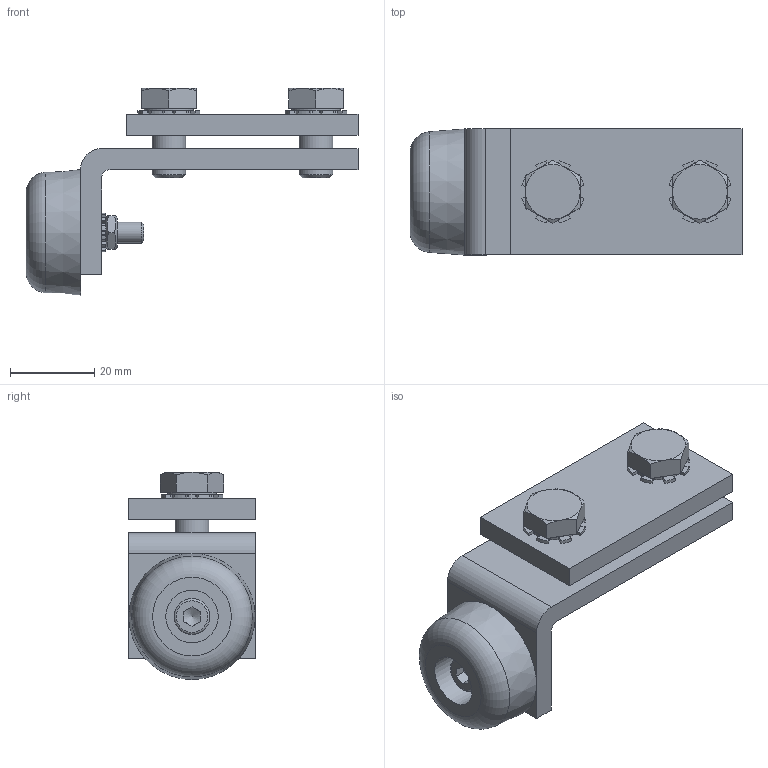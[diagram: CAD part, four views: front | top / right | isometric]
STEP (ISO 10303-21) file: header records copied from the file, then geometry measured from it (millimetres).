
FILE_DESCRIPTION(/* description */ ('Butée Longue 9040 XA2'),/* implementation_level */ '2;1');
FILE_NAME(/* name */ '9149XA2.stp',/* time_stamp */ '2019-08-23T08:26:53+02:00',/* author */ ('Marc'),/* organization */ (''),/* preprocessor_version */ 'ST-DEVELOPER v17.2',/* originating_system */ 'Autodesk Inventor 2019',/* authorisation */ '');
FILE_SCHEMA (('AUTOMOTIVE_DESIGN { 1 0 10303 214 3 1 1 }'));
Length unit declared in the file: millimetre
Products named in the file (9): 9149XA2; 17725P; 17725; 15546; 09127; 04023; 09128; 04597; 06038
Assembly tree (10 placements, depth 2):
  9149XA2
    17725P
    17725
    15546
    09127
    04023  x2
    09128  x2
    04597
    06038
Bounding box: 79 x 30 x 49.3 mm (x, y, z)
Volume: 31823 mm3; surface area: 16773.1 mm2
Topology: 10 solids, 10 shells, 271 faces, 741 edges, 496 vertices
Faces by surface type: cylinder 131, plane 116, cone 21, torus 3
Full cylindrical faces by diameter (mm): 4.134 x1, 5 x1, 5.1 x1, 6 x1, 6.5 x1, 6.647 x2, 8 x2, 8.2 x2, 8.4 x2, 8.5 x1, 11.63 x2, 12.5 x1
Entity records: 6937 total; most frequent: CARTESIAN_POINT 1204, DIRECTION 1196, ORIENTED_EDGE 1102, EDGE_CURVE 551, AXIS2_PLACEMENT_3D 456, VERTEX_POINT 371, LINE 284, VECTOR 284
